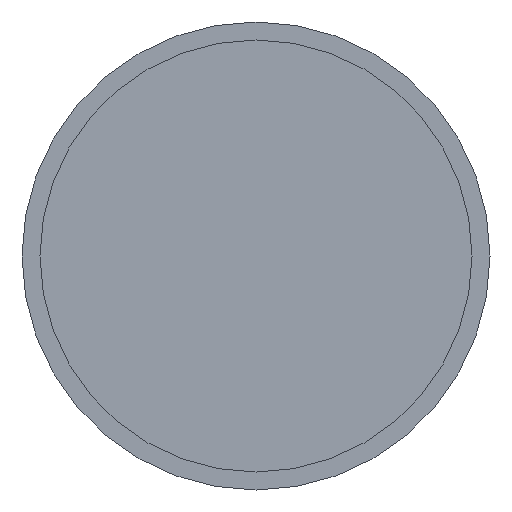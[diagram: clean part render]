
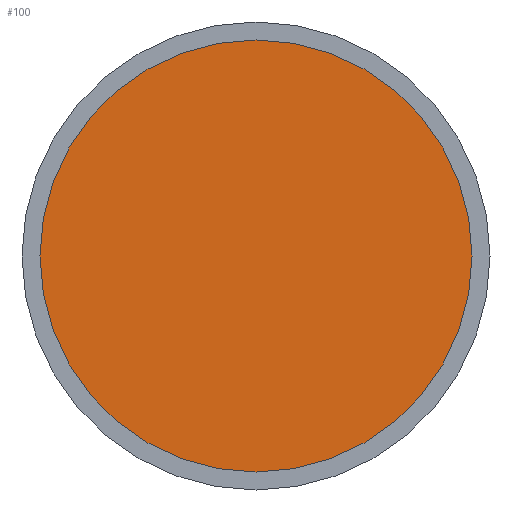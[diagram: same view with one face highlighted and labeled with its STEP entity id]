
A CAD part, front view. The second image highlights one B-rep face of the part: STEP entity #100.
In plain terms, the highlighted planar face has unit normal (0, -1, 0).
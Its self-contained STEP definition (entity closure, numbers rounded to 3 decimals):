
#100 = ADVANCED_FACE( '', ( #206 ), #207, .F. );
#206 = FACE_OUTER_BOUND( '', #337, .T. );
#207 = PLANE( '', #338 );
#337 = EDGE_LOOP( '', ( #521 ) );
#338 = AXIS2_PLACEMENT_3D( '', #522, #523, #524 );
#521 = ORIENTED_EDGE( '', *, *, #584, .T. );
#522 = CARTESIAN_POINT( '', ( 30., 3., 0. ) );
#523 = DIRECTION( '', ( 0., 1., 0. ) );
#524 = DIRECTION( '', ( 0., 0., 1. ) );
#584 = EDGE_CURVE( '', #680, #680, #681, .T. );
#680 = VERTEX_POINT( '', #799 );
#681 = CIRCLE( '', #800, 30. );
#799 = CARTESIAN_POINT( '', ( 0., 3., -30. ) );
#800 = AXIS2_PLACEMENT_3D( '', #885, #886, #887 );
#885 = CARTESIAN_POINT( '', ( 0., 3., 0. ) );
#886 = DIRECTION( '', ( 0., -1., 0. ) );
#887 = DIRECTION( '', ( 0., 0., -1. ) );
